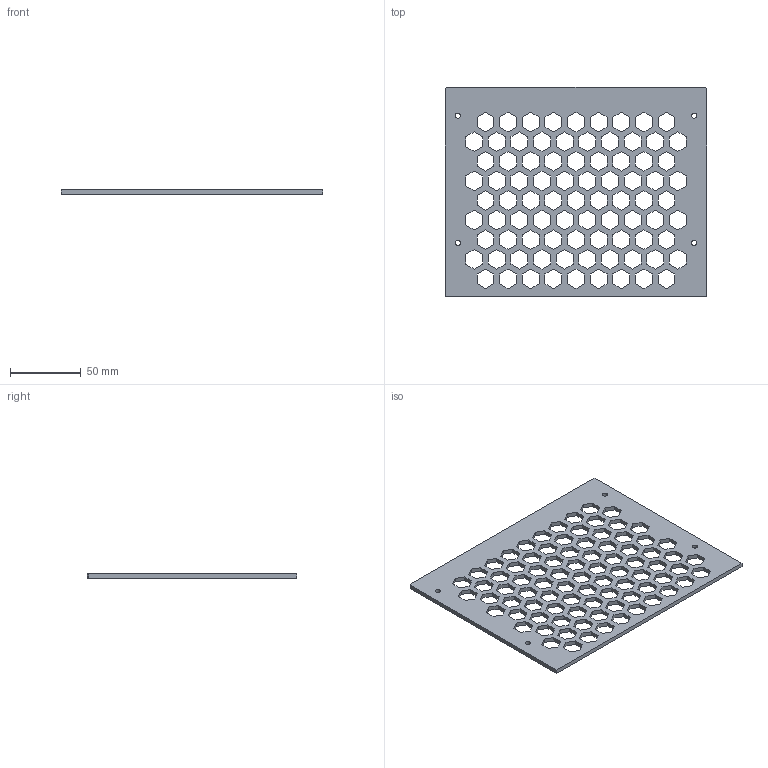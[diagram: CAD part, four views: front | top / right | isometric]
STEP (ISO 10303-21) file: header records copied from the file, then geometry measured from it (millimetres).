
FILE_DESCRIPTION(/* description */ (''),/* implementation_level */ '2;1');
FILE_NAME(/* name */ 'Rear Bottom Panel - Hex.step',/* time_stamp */ '2022-10-14T09:55:06-05:00',/* author */ (''),/* organization */ (''),/* preprocessor_version */ 'ST-DEVELOPER v19',/* originating_system */ 'Autodesk Translation Framework v11.7.0.108',/* authorisation */ '');
FILE_SCHEMA (('AUTOMOTIVE_DESIGN { 1 0 10303 214 3 1 1 }'));
Length unit declared in the file: millimetre
Products named in the file (1): Rear Bottom Panel - Hex
Bounding box: 185 x 148 x 3 mm (x, y, z)
Volume: 50214.4 mm3; surface area: 46206.6 mm2
Topology: 1 solids, 1 shells, 522 faces, 1560 edges, 1040 vertices
Faces by surface type: plane 518, cylinder 4
Full cylindrical faces by diameter (mm): 3.6 x4
Entity records: 17581 total; most frequent: CARTESIAN_POINT 3123, ORIENTED_EDGE 3120, DIRECTION 2614, EDGE_CURVE 1560, LINE 1552, VECTOR 1552, VERTEX_POINT 1040, EDGE_LOOP 700
